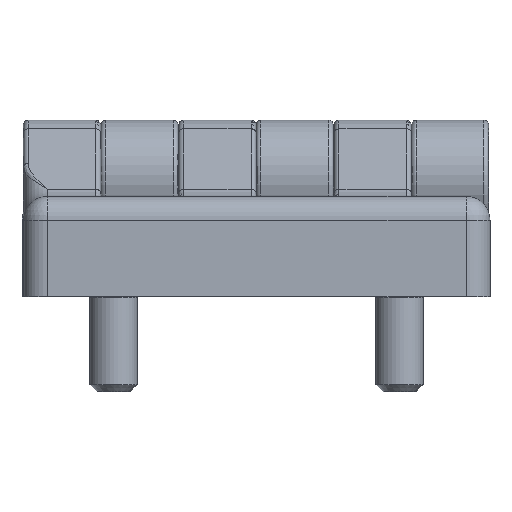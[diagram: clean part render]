
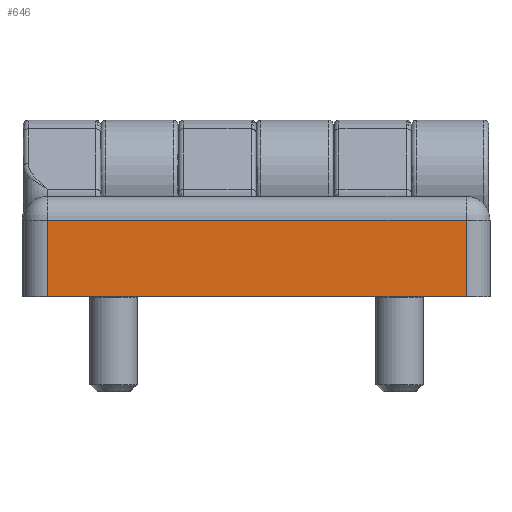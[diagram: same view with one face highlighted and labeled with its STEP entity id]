
A CAD part, left-side view. The second image highlights one B-rep face of the part: STEP entity #646.
In plain terms, the highlighted planar face has unit normal (-1, 0, 0).
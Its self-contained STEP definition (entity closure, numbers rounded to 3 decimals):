
#646 = ADVANCED_FACE( '', ( #1465 ), #1466, .F. );
#1465 = FACE_OUTER_BOUND( '', #2562, .T. );
#1466 = PLANE( '', #2563 );
#2562 = EDGE_LOOP( '', ( #4553, #4554, #4555, #4556 ) );
#2563 = AXIS2_PLACEMENT_3D( '', #4557, #4558, #4559 );
#4553 = ORIENTED_EDGE( '', *, *, #6604, .T. );
#4554 = ORIENTED_EDGE( '', *, *, #5934, .T. );
#4555 = ORIENTED_EDGE( '', *, *, #6605, .T. );
#4556 = ORIENTED_EDGE( '', *, *, #6531, .T. );
#4557 = CARTESIAN_POINT( '', ( -98., -0.3, 0. ) );
#4558 = DIRECTION( '', ( 1., 0., 0. ) );
#4559 = DIRECTION( '', ( 0., 0., 1. ) );
#5934 = EDGE_CURVE( '', #7033, #7037, #7039, .T. );
#6531 = EDGE_CURVE( '', #7053, #7982, #7985, .F. );
#6604 = EDGE_CURVE( '', #7982, #7033, #8083, .T. );
#6605 = EDGE_CURVE( '', #7037, #7053, #8084, .F. );
#7033 = VERTEX_POINT( '', #8602 );
#7037 = VERTEX_POINT( '', #8607 );
#7039 = LINE( '', #8609, #8610 );
#7053 = VERTEX_POINT( '', #8628 );
#7982 = VERTEX_POINT( '', #10114 );
#7985 = LINE( '', #10117, #10118 );
#8083 = LINE( '', #10265, #10266 );
#8084 = LINE( '', #10267, #10268 );
#8602 = CARTESIAN_POINT( '', ( -98., -93.2, 0. ) );
#8607 = CARTESIAN_POINT( '', ( -98., -93.2, 16. ) );
#8609 = CARTESIAN_POINT( '', ( -98., -93.2, 0. ) );
#8610 = VECTOR( '', #10864, 1000. );
#8628 = CARTESIAN_POINT( '', ( -98., -5.3, 16. ) );
#10114 = CARTESIAN_POINT( '', ( -98., -5.3, 0. ) );
#10117 = CARTESIAN_POINT( '', ( -98., -5.3, 0. ) );
#10118 = VECTOR( '', #11612, 1000. );
#10265 = CARTESIAN_POINT( '', ( -98., -0.3, 0. ) );
#10266 = VECTOR( '', #11698, 1000. );
#10267 = CARTESIAN_POINT( '', ( -98., -0.3, 16. ) );
#10268 = VECTOR( '', #11699, 1000. );
#10864 = DIRECTION( '', ( 0., 0., 1. ) );
#11612 = DIRECTION( '', ( 0., 0., 1. ) );
#11698 = DIRECTION( '', ( 0., -1., 0. ) );
#11699 = DIRECTION( '', ( 0., -1., 0. ) );
